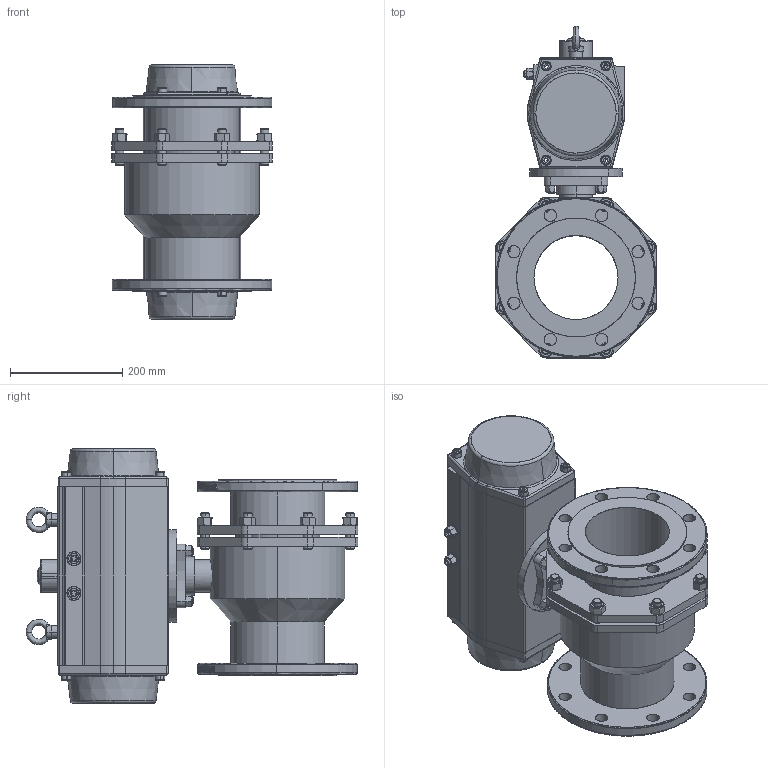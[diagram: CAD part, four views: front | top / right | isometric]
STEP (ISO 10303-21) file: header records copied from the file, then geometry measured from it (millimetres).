
FILE_DESCRIPTION (( 'STEP AP214' ), '1' );
FILE_NAME ('PK05_DN150 (PK05010013).STEP', '2022-04-28T08:42:03', ( '' ), ( '' ), 'SwSTEP 2.0', 'SolidWorks 2021', '' );
FILE_SCHEMA (( 'AUTOMOTIVE_DESIGN' ));
Length unit declared in the file: metre
Products named in the file (1): PK05_DN150 (PK05010013)
Bounding box: 287 x 592.3 x 454 mm (x, y, z)
Surface area: 1275073.4 mm2 (no closed solid volume)
Topology: 0 solids, 590 shells, 928 faces, 4373 edges, 3906 vertices
Faces by surface type: cylinder 324, plane 293, cone 119, bspline 102, torus 77, sphere 13
Entity records: 121941 total; most frequent: CARTESIAN_POINT 80375, DIRECTION 5579, ORIENTED_EDGE 4912, EDGE_CURVE 4360, VERTEX_POINT 3905, AXIS2_PLACEMENT_3D 2100, B_SPLINE_CURVE_WITH_KNOTS 1708, VECTOR 1379
